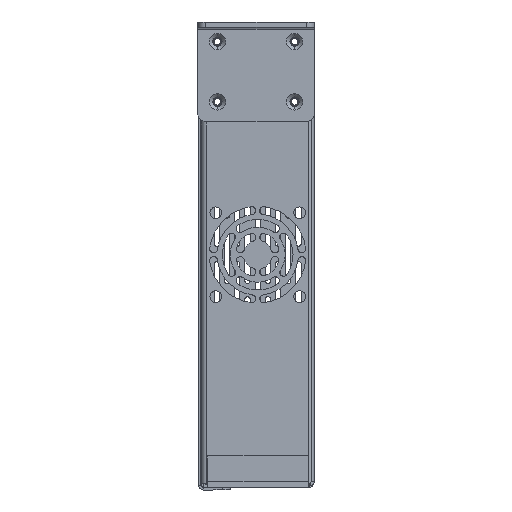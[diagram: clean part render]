
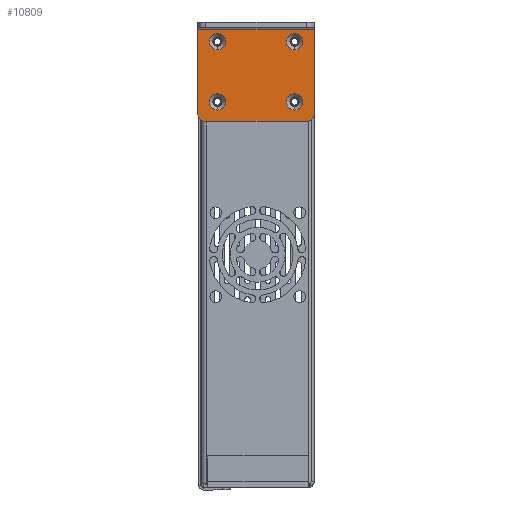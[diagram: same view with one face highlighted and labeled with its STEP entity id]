
A CAD part, left-side view. The second image highlights one B-rep face of the part: STEP entity #10809.
In plain terms, the highlighted planar face has unit normal (-1, 0, 0).
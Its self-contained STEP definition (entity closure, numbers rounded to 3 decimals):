
#439 = ORIENTED_EDGE ( 'NONE', *, *, #21289, .F. ) ;
#597 = DIRECTION ( 'NONE',  ( 0., 1., 0. ) ) ;
#680 = FACE_OUTER_BOUND ( 'NONE', #20827, .T. ) ;
#932 = ORIENTED_EDGE ( 'NONE', *, *, #8572, .F. ) ;
#1093 = ORIENTED_EDGE ( 'NONE', *, *, #5991, .F. ) ;
#1241 = ORIENTED_EDGE ( 'NONE', *, *, #3625, .F. ) ;
#1475 = CARTESIAN_POINT ( 'NONE',  ( -222., 22.225, -35. ) ) ;
#1504 = DIRECTION ( 'NONE',  ( -1., 0., 0. ) ) ;
#1615 = CARTESIAN_POINT ( 'NONE',  ( -222., -14.725, -7.5 ) ) ;
#1641 = CARTESIAN_POINT ( 'NONE',  ( -222., -22.225, -3. ) ) ;
#1668 = CARTESIAN_POINT ( 'NONE',  ( -222., 14.725, -30.5 ) ) ;
#1936 = CIRCLE ( 'NONE', #2993, 3.15 ) ;
#1938 = CARTESIAN_POINT ( 'NONE',  ( -222., -14.725, -4.35 ) ) ;
#2147 = DIRECTION ( 'NONE',  ( 0., 0., 1. ) ) ;
#2181 = ORIENTED_EDGE ( 'NONE', *, *, #15964, .T. ) ;
#2604 = DIRECTION ( 'NONE',  ( -1., 0., 0. ) ) ;
#2658 = ORIENTED_EDGE ( 'NONE', *, *, #21310, .F. ) ;
#2769 = EDGE_CURVE ( 'NONE', #7394, #16090, #9676, .T. ) ;
#2836 = CIRCLE ( 'NONE', #18064, 3.15 ) ;
#2883 = DIRECTION ( 'NONE',  ( 0., 0., -1. ) ) ;
#2982 = EDGE_LOOP ( 'NONE', ( #21676, #2658 ) ) ;
#2993 = AXIS2_PLACEMENT_3D ( 'NONE', #1615, #20446, #20113 ) ;
#3046 = EDGE_CURVE ( 'NONE', #19215, #12239, #21734, .T. ) ;
#3413 = VERTEX_POINT ( 'NONE', #3819 ) ;
#3625 = EDGE_CURVE ( 'NONE', #6061, #19737, #1936, .T. ) ;
#3819 = CARTESIAN_POINT ( 'NONE',  ( -222., 22.225, -3. ) ) ;
#4142 = EDGE_LOOP ( 'NONE', ( #1241, #20572 ) ) ;
#4832 = AXIS2_PLACEMENT_3D ( 'NONE', #20661, #10785, #7248 ) ;
#4987 = DIRECTION ( 'NONE',  ( 0., 0., 1. ) ) ;
#5363 = CIRCLE ( 'NONE', #8883, 3. ) ;
#5479 = CARTESIAN_POINT ( 'NONE',  ( -222., -14.725, -33.65 ) ) ;
#5872 = FACE_BOUND ( 'NONE', #4142, .T. ) ;
#5990 = VERTEX_POINT ( 'NONE', #20450 ) ;
#5991 = EDGE_CURVE ( 'NONE', #18548, #3413, #9797, .T. ) ;
#6061 = VERTEX_POINT ( 'NONE', #1938 ) ;
#6128 = EDGE_CURVE ( 'NONE', #19737, #6061, #10829, .T. ) ;
#7016 = CARTESIAN_POINT ( 'NONE',  ( -222., 14.725, -33.65 ) ) ;
#7180 = DIRECTION ( 'NONE',  ( 0., 0., 1. ) ) ;
#7248 = DIRECTION ( 'NONE',  ( 0., 0., 1. ) ) ;
#7306 = VECTOR ( 'NONE', #597, 1000. ) ;
#7316 = FACE_BOUND ( 'NONE', #17771, .T. ) ;
#7384 = EDGE_LOOP ( 'NONE', ( #12646, #14052 ) ) ;
#7394 = VERTEX_POINT ( 'NONE', #9561 ) ;
#7420 = PLANE ( 'NONE',  #12800 ) ;
#7439 = DIRECTION ( 'NONE',  ( -1., 0., 0. ) ) ;
#7738 = EDGE_CURVE ( 'NONE', #3413, #19585, #19194, .T. ) ;
#8405 = VERTEX_POINT ( 'NONE', #5479 ) ;
#8468 = VECTOR ( 'NONE', #8980, 1000. ) ;
#8572 = EDGE_CURVE ( 'NONE', #10402, #5990, #19836, .T. ) ;
#8848 = CARTESIAN_POINT ( 'NONE',  ( -222., -22.225, -35. ) ) ;
#8883 = AXIS2_PLACEMENT_3D ( 'NONE', #10067, #9844, #18292 ) ;
#8980 = DIRECTION ( 'NONE',  ( 0., -1., 0. ) ) ;
#9185 = CARTESIAN_POINT ( 'NONE',  ( -222., 0., 0. ) ) ;
#9214 = CIRCLE ( 'NONE', #19860, 3.15 ) ;
#9439 = LINE ( 'NONE', #16213, #7306 ) ;
#9561 = CARTESIAN_POINT ( 'NONE',  ( -222., -19.225, -38. ) ) ;
#9656 = VERTEX_POINT ( 'NONE', #16046 ) ;
#9676 = CIRCLE ( 'NONE', #16067, 3. ) ;
#9797 = LINE ( 'NONE', #11710, #20083 ) ;
#9844 = DIRECTION ( 'NONE',  ( -1., 0., 0. ) ) ;
#10067 = CARTESIAN_POINT ( 'NONE',  ( -222., 19.225, -35. ) ) ;
#10105 = ORIENTED_EDGE ( 'NONE', *, *, #7738, .F. ) ;
#10133 = CIRCLE ( 'NONE', #13342, 3.15 ) ;
#10161 = CARTESIAN_POINT ( 'NONE',  ( -222., 14.725, -7.5 ) ) ;
#10259 = AXIS2_PLACEMENT_3D ( 'NONE', #17781, #2604, #18002 ) ;
#10275 = ORIENTED_EDGE ( 'NONE', *, *, #12128, .F. ) ;
#10402 = VERTEX_POINT ( 'NONE', #7016 ) ;
#10424 = CARTESIAN_POINT ( 'NONE',  ( -222., 22.225, -3. ) ) ;
#10785 = DIRECTION ( 'NONE',  ( -1., 0., 0. ) ) ;
#10809 = ADVANCED_FACE ( 'NONE', ( #7316, #17513, #14084, #5872, #680 ), #7420, .T. ) ;
#10829 = CIRCLE ( 'NONE', #4832, 3.15 ) ;
#10899 = VECTOR ( 'NONE', #2883, 1000. ) ;
#10941 = CARTESIAN_POINT ( 'NONE',  ( -222., 14.725, -10.65 ) ) ;
#11107 = CARTESIAN_POINT ( 'NONE',  ( -222., 19.225, -38. ) ) ;
#11368 = CARTESIAN_POINT ( 'NONE',  ( -222., -14.725, -10.65 ) ) ;
#11710 = CARTESIAN_POINT ( 'NONE',  ( -222., 22.225, -2. ) ) ;
#12128 = EDGE_CURVE ( 'NONE', #19585, #16090, #16741, .T. ) ;
#12239 = VERTEX_POINT ( 'NONE', #15086 ) ;
#12436 = CARTESIAN_POINT ( 'NONE',  ( -222., -19.225, -35. ) ) ;
#12646 = ORIENTED_EDGE ( 'NONE', *, *, #15316, .F. ) ;
#12800 = AXIS2_PLACEMENT_3D ( 'NONE', #9185, #14198, #20944 ) ;
#13342 = AXIS2_PLACEMENT_3D ( 'NONE', #17538, #14104, #20857 ) ;
#14052 = ORIENTED_EDGE ( 'NONE', *, *, #3046, .F. ) ;
#14084 = FACE_BOUND ( 'NONE', #2982, .T. ) ;
#14104 = DIRECTION ( 'NONE',  ( -1., 0., 0. ) ) ;
#14198 = DIRECTION ( 'NONE',  ( -1., 0., 0. ) ) ;
#14218 = DIRECTION ( 'NONE',  ( 0., 0., 1. ) ) ;
#14599 = ORIENTED_EDGE ( 'NONE', *, *, #2769, .T. ) ;
#14792 = EDGE_CURVE ( 'NONE', #5990, #10402, #21581, .T. ) ;
#14980 = DIRECTION ( 'NONE',  ( -1., 0., 0. ) ) ;
#15086 = CARTESIAN_POINT ( 'NONE',  ( -222., 14.725, -4.35 ) ) ;
#15183 = DIRECTION ( 'NONE',  ( -1., 0., 0. ) ) ;
#15240 = EDGE_CURVE ( 'NONE', #9656, #8405, #2836, .T. ) ;
#15255 = DIRECTION ( 'NONE',  ( 0., 0., 1. ) ) ;
#15316 = EDGE_CURVE ( 'NONE', #12239, #19215, #9214, .T. ) ;
#15964 = EDGE_CURVE ( 'NONE', #18548, #17349, #5363, .T. ) ;
#16046 = CARTESIAN_POINT ( 'NONE',  ( -222., -14.725, -27.35 ) ) ;
#16067 = AXIS2_PLACEMENT_3D ( 'NONE', #12436, #7439, #14218 ) ;
#16090 = VERTEX_POINT ( 'NONE', #8848 ) ;
#16213 = CARTESIAN_POINT ( 'NONE',  ( -222., 22.225, -38. ) ) ;
#16370 = ORIENTED_EDGE ( 'NONE', *, *, #14792, .F. ) ;
#16435 = AXIS2_PLACEMENT_3D ( 'NONE', #10161, #15183, #7180 ) ;
#16741 = LINE ( 'NONE', #18289, #10899 ) ;
#16982 = AXIS2_PLACEMENT_3D ( 'NONE', #1668, #14980, #4987 ) ;
#17349 = VERTEX_POINT ( 'NONE', #11107 ) ;
#17513 = FACE_BOUND ( 'NONE', #7384, .T. ) ;
#17538 = CARTESIAN_POINT ( 'NONE',  ( -222., -14.725, -30.5 ) ) ;
#17771 = EDGE_LOOP ( 'NONE', ( #16370, #932 ) ) ;
#17781 = CARTESIAN_POINT ( 'NONE',  ( -222., 14.725, -30.5 ) ) ;
#18002 = DIRECTION ( 'NONE',  ( 0., 0., 1. ) ) ;
#18064 = AXIS2_PLACEMENT_3D ( 'NONE', #18338, #1504, #15255 ) ;
#18289 = CARTESIAN_POINT ( 'NONE',  ( -222., -22.225, -38. ) ) ;
#18292 = DIRECTION ( 'NONE',  ( 0., 0., 1. ) ) ;
#18338 = CARTESIAN_POINT ( 'NONE',  ( -222., -14.725, -30.5 ) ) ;
#18548 = VERTEX_POINT ( 'NONE', #1475 ) ;
#19194 = LINE ( 'NONE', #10424, #8468 ) ;
#19215 = VERTEX_POINT ( 'NONE', #10941 ) ;
#19585 = VERTEX_POINT ( 'NONE', #1641 ) ;
#19737 = VERTEX_POINT ( 'NONE', #11368 ) ;
#19836 = CIRCLE ( 'NONE', #10259, 3.15 ) ;
#19860 = AXIS2_PLACEMENT_3D ( 'NONE', #20656, #20979, #2147 ) ;
#20083 = VECTOR ( 'NONE', #21672, 1000. ) ;
#20113 = DIRECTION ( 'NONE',  ( 0., 0., 1. ) ) ;
#20446 = DIRECTION ( 'NONE',  ( -1., 0., 0. ) ) ;
#20450 = CARTESIAN_POINT ( 'NONE',  ( -222., 14.725, -27.35 ) ) ;
#20572 = ORIENTED_EDGE ( 'NONE', *, *, #6128, .F. ) ;
#20656 = CARTESIAN_POINT ( 'NONE',  ( -222., 14.725, -7.5 ) ) ;
#20661 = CARTESIAN_POINT ( 'NONE',  ( -222., -14.725, -7.5 ) ) ;
#20827 = EDGE_LOOP ( 'NONE', ( #1093, #2181, #439, #14599, #10275, #10105 ) ) ;
#20857 = DIRECTION ( 'NONE',  ( 0., 0., 1. ) ) ;
#20944 = DIRECTION ( 'NONE',  ( 0., 0., 1. ) ) ;
#20979 = DIRECTION ( 'NONE',  ( -1., 0., 0. ) ) ;
#21289 = EDGE_CURVE ( 'NONE', #7394, #17349, #9439, .T. ) ;
#21310 = EDGE_CURVE ( 'NONE', #8405, #9656, #10133, .T. ) ;
#21581 = CIRCLE ( 'NONE', #16982, 3.15 ) ;
#21672 = DIRECTION ( 'NONE',  ( 0., 0., 1. ) ) ;
#21676 = ORIENTED_EDGE ( 'NONE', *, *, #15240, .F. ) ;
#21734 = CIRCLE ( 'NONE', #16435, 3.15 ) ;
